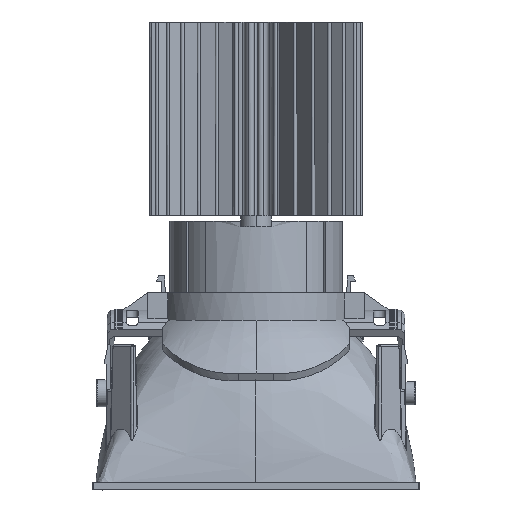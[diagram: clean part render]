
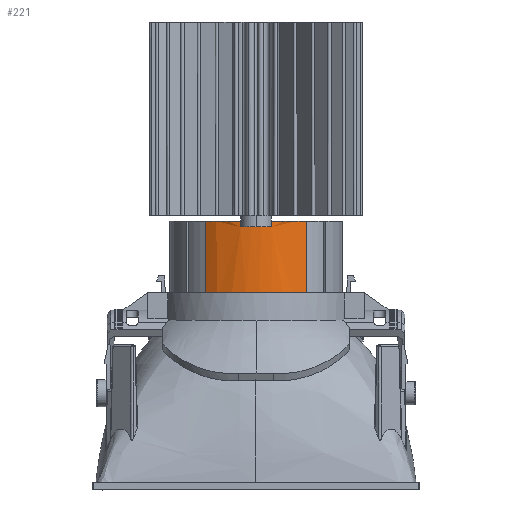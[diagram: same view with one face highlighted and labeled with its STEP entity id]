
A CAD part, left-side view. The second image highlights one B-rep face of the part: STEP entity #221.
In plain terms, the highlighted free-form (B-spline) face has degree [2, 1] with [9, 2] control points.
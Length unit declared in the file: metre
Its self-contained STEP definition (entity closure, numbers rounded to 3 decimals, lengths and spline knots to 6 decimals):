
#221=ADVANCED_FACE('',(#1173),#13991,.T.);
#1173=FACE_OUTER_BOUND('',#2072,.T.);
#2072=EDGE_LOOP('',(#3793,#3794,#3795,#3796,#3797,#3798,#3799,#3800));
#3793=ORIENTED_EDGE('',*,*,#8048,.T.);
#3794=ORIENTED_EDGE('',*,*,#8049,.T.);
#3795=ORIENTED_EDGE('',*,*,#8050,.F.);
#3796=ORIENTED_EDGE('',*,*,#8051,.T.);
#3797=ORIENTED_EDGE('',*,*,#8052,.T.);
#3798=ORIENTED_EDGE('',*,*,#8053,.T.);
#3799=ORIENTED_EDGE('',*,*,#8054,.F.);
#3800=ORIENTED_EDGE('',*,*,#8055,.T.);
#8048=EDGE_CURVE('',#12639,#12640,#10120,.T.);
#8049=EDGE_CURVE('',#12640,#12623,#10993,.T.);
#8050=EDGE_CURVE('',#12622,#12623,#10121,.T.);
#8051=EDGE_CURVE('',#12622,#12641,#10994,.T.);
#8052=EDGE_CURVE('',#12641,#12642,#10122,.T.);
#8053=EDGE_CURVE('',#12642,#12627,#10995,.T.);
#8054=EDGE_CURVE('',#12626,#12627,#10123,.T.);
#8055=EDGE_CURVE('',#12626,#12639,#10996,.T.);
#10120=(
BOUNDED_CURVE()
B_SPLINE_CURVE(2,(#76729,#76730,#76731),.UNSPECIFIED.,.F.,.F.)
B_SPLINE_CURVE_WITH_KNOTS((3,3),(-0.008043,0.),.UNSPECIFIED.)
CURVE()
GEOMETRIC_REPRESENTATION_ITEM()
RATIONAL_B_SPLINE_CURVE((1.,0.984,1.))
REPRESENTATION_ITEM('')
);
#10121=(
BOUNDED_CURVE()
B_SPLINE_CURVE(2,(#76734,#76735,#76736),.UNSPECIFIED.,.F.,.F.)
B_SPLINE_CURVE_WITH_KNOTS((3,3),(0.,0.009998),.UNSPECIFIED.)
CURVE()
GEOMETRIC_REPRESENTATION_ITEM()
RATIONAL_B_SPLINE_CURVE((1.,0.975,1.))
REPRESENTATION_ITEM('')
);
#10122=(
BOUNDED_CURVE()
B_SPLINE_CURVE(2,(#76739,#76740,#76741),.UNSPECIFIED.,.F.,.F.)
B_SPLINE_CURVE_WITH_KNOTS((3,3),(0.,0.028039),.UNSPECIFIED.)
CURVE()
GEOMETRIC_REPRESENTATION_ITEM()
RATIONAL_B_SPLINE_CURVE((1.,0.809,1.))
REPRESENTATION_ITEM('')
);
#10123=(
BOUNDED_CURVE()
B_SPLINE_CURVE(2,(#76744,#76745,#76746),.UNSPECIFIED.,.F.,.F.)
B_SPLINE_CURVE_WITH_KNOTS((3,3),(0.,0.009998),.UNSPECIFIED.)
CURVE()
GEOMETRIC_REPRESENTATION_ITEM()
RATIONAL_B_SPLINE_CURVE((1.,0.975,1.))
REPRESENTATION_ITEM('')
);
#10993=B_SPLINE_CURVE_WITH_KNOTS('',1,(#76732,#76733),.UNSPECIFIED.,.F.,
 .F.,(2,2),(0.,0.0015),.UNSPECIFIED.);
#10994=B_SPLINE_CURVE_WITH_KNOTS('',1,(#76737,#76738),.UNSPECIFIED.,.F.,
 .F.,(2,2),(-0.0201,0.),.UNSPECIFIED.);
#10995=B_SPLINE_CURVE_WITH_KNOTS('',1,(#76742,#76743),.UNSPECIFIED.,.F.,
 .F.,(2,2),(0.,0.0201),.UNSPECIFIED.);
#10996=B_SPLINE_CURVE_WITH_KNOTS('',1,(#76747,#76748),.UNSPECIFIED.,.F.,
 .F.,(2,2),(-0.0015,0.),.UNSPECIFIED.);
#12622=VERTEX_POINT('',#76640);
#12623=VERTEX_POINT('',#76641);
#12626=VERTEX_POINT('',#76644);
#12627=VERTEX_POINT('',#76645);
#12639=VERTEX_POINT('',#76657);
#12640=VERTEX_POINT('',#76658);
#12641=VERTEX_POINT('',#76659);
#12642=VERTEX_POINT('',#76660);
#13991=(
BOUNDED_SURFACE()
B_SPLINE_SURFACE(2,1,((#76374,#76375),(#76376,#76377),(#76378,#76379),(#76380,
#76381),(#76382,#76383),(#76384,#76385),(#76386,#76387),(#76388,#76389),
(#76390,#76391)),.UNSPECIFIED.,.T.,.F.,.F.)
B_SPLINE_SURFACE_WITH_KNOTS((3,2,2,2,3),(2,2),(0.,0.035068,0.070136,
0.105204,0.140272),(0.,0.02652),.UNSPECIFIED.)
GEOMETRIC_REPRESENTATION_ITEM()
RATIONAL_B_SPLINE_SURFACE(((1.,1.),(0.707,0.707),
(1.,1.),(0.707,0.707),(1.,1.),(0.707,
0.707),(1.,1.),(0.707,0.707),(1.,1.)))
REPRESENTATION_ITEM('')
SURFACE()
);
#76374=CARTESIAN_POINT('',(0.022325,0.,0.04619));
#76375=CARTESIAN_POINT('',(0.022325,0.,0.07271));
#76376=CARTESIAN_POINT('',(0.022325,0.022325,0.04619));
#76377=CARTESIAN_POINT('',(0.022325,0.022325,0.07271));
#76378=CARTESIAN_POINT('',(0.,0.022325,0.04619));
#76379=CARTESIAN_POINT('',(0.,0.022325,0.07271));
#76380=CARTESIAN_POINT('',(-0.022325,0.022325,0.04619));
#76381=CARTESIAN_POINT('',(-0.022325,0.022325,0.07271));
#76382=CARTESIAN_POINT('',(-0.022325,0.,0.04619));
#76383=CARTESIAN_POINT('',(-0.022325,0.,0.07271));
#76384=CARTESIAN_POINT('',(-0.022325,-0.022325,0.04619));
#76385=CARTESIAN_POINT('',(-0.022325,-0.022325,0.07271));
#76386=CARTESIAN_POINT('',(0.,-0.022325,0.04619));
#76387=CARTESIAN_POINT('',(0.,-0.022325,0.07271));
#76388=CARTESIAN_POINT('',(0.022325,-0.022325,0.04619));
#76389=CARTESIAN_POINT('',(0.022325,-0.022325,0.07271));
#76390=CARTESIAN_POINT('',(0.022325,0.,0.04619));
#76391=CARTESIAN_POINT('',(0.022325,0.,0.07271));
#76640=CARTESIAN_POINT('',(-0.018066,0.013116,0.0695));
#76641=CARTESIAN_POINT('',(-0.021964,0.004,0.0695));
#76644=CARTESIAN_POINT('',(-0.021964,-0.004,0.0695));
#76645=CARTESIAN_POINT('',(-0.018066,-0.013116,0.0695));
#76657=CARTESIAN_POINT('',(-0.021964,-0.004,0.068));
#76658=CARTESIAN_POINT('',(-0.021964,0.004,0.068));
#76659=CARTESIAN_POINT('',(-0.018066,0.013116,0.0494));
#76660=CARTESIAN_POINT('',(-0.018066,-0.013116,0.0494));
#76729=CARTESIAN_POINT('',(-0.021964,-0.004,0.068));
#76730=CARTESIAN_POINT('',(-0.022692,0.,0.068));
#76731=CARTESIAN_POINT('',(-0.021964,0.004,0.068));
#76732=CARTESIAN_POINT('',(-0.021964,0.004,0.068));
#76733=CARTESIAN_POINT('',(-0.021964,0.004,0.0695));
#76734=CARTESIAN_POINT('',(-0.018066,0.013116,0.0695));
#76735=CARTESIAN_POINT('',(-0.021053,0.009002,0.0695));
#76736=CARTESIAN_POINT('',(-0.021964,0.004,0.0695));
#76737=CARTESIAN_POINT('',(-0.018066,0.013116,0.0695));
#76738=CARTESIAN_POINT('',(-0.018066,0.013116,0.0494));
#76739=CARTESIAN_POINT('',(-0.018066,0.013116,0.0494));
#76740=CARTESIAN_POINT('',(-0.027588,0.,0.0494));
#76741=CARTESIAN_POINT('',(-0.018066,-0.013116,0.0494));
#76742=CARTESIAN_POINT('',(-0.018066,-0.013116,0.0494));
#76743=CARTESIAN_POINT('',(-0.018066,-0.013116,0.0695));
#76744=CARTESIAN_POINT('',(-0.021964,-0.004,0.0695));
#76745=CARTESIAN_POINT('',(-0.021053,-0.009002,0.0695));
#76746=CARTESIAN_POINT('',(-0.018066,-0.013116,0.0695));
#76747=CARTESIAN_POINT('',(-0.021964,-0.004,0.0695));
#76748=CARTESIAN_POINT('',(-0.021964,-0.004,0.068));
